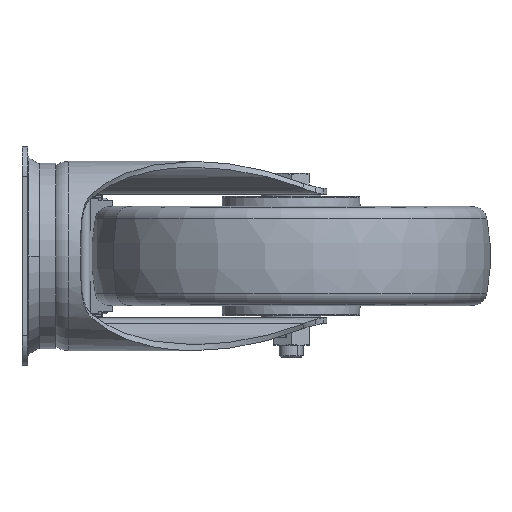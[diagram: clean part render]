
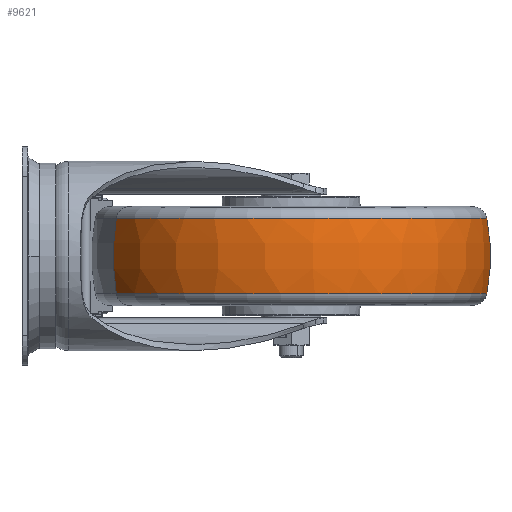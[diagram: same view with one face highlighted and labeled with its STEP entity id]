
A CAD part, left-side view. The second image highlights one B-rep face of the part: STEP entity #9621.
In plain terms, the highlighted toroidal (fillet/blend) face has major radius 10 mm and minor radius 110 mm.
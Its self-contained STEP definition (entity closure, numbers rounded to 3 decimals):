
#214 = DIRECTION ( 'NONE',  ( 0.453, -0.891, 0. ) ) ;
#1993 = CARTESIAN_POINT ( 'NONE',  ( 10.4, -47.319, -18.854 ) ) ;
#2761 = EDGE_LOOP ( 'NONE', ( #56685, #46641, #24709, #44086 ) ) ;
#4652 = VERTEX_POINT ( 'NONE', #30910 ) ;
#4961 = DIRECTION ( 'NONE',  ( -0.891, -0.453, 0. ) ) ;
#6861 = DIRECTION ( 'NONE',  ( 0., 0., -1. ) ) ;
#7716 = TOROIDAL_SURFACE ( 'NONE', #46121, -10., 110. ) ;
#9621 = ADVANCED_FACE ( 'NONE', ( #55597 ), #7716, .T. ) ;
#13380 = AXIS2_PLACEMENT_3D ( 'NONE', #20503, #31094, #41085 ) ;
#16206 = EDGE_CURVE ( 'NONE', #23292, #33413, #20635, .T. ) ;
#20503 = CARTESIAN_POINT ( 'NONE',  ( 55., -135., 18.854 ) ) ;
#20635 = CIRCLE ( 'NONE', #64403, 110. ) ;
#22384 = DIRECTION ( 'NONE',  ( -0.453, 0.891, 0. ) ) ;
#23292 = VERTEX_POINT ( 'NONE', #36458 ) ;
#24709 = ORIENTED_EDGE ( 'NONE', *, *, #39221, .T. ) ;
#29867 = CIRCLE ( 'NONE', #51844, 110. ) ;
#30910 = CARTESIAN_POINT ( 'NONE',  ( 10.4, -47.319, 18.854 ) ) ;
#31094 = DIRECTION ( 'NONE',  ( 0., 0., -1. ) ) ;
#33243 = AXIS2_PLACEMENT_3D ( 'NONE', #42983, #6861, #22384 ) ;
#33413 = VERTEX_POINT ( 'NONE', #44286 ) ;
#33946 = VERTEX_POINT ( 'NONE', #1993 ) ;
#35263 = CIRCLE ( 'NONE', #13380, 98.372 ) ;
#36458 = CARTESIAN_POINT ( 'NONE',  ( 99.6, -222.681, 18.854 ) ) ;
#37620 = CIRCLE ( 'NONE', #33243, 98.372 ) ;
#39221 = EDGE_CURVE ( 'NONE', #4652, #33946, #29867, .T. ) ;
#41085 = DIRECTION ( 'NONE',  ( -0.453, 0.891, 0. ) ) ;
#41137 = DIRECTION ( 'NONE',  ( 0., 0., -1. ) ) ;
#42160 = EDGE_CURVE ( 'NONE', #23292, #4652, #35263, .T. ) ;
#42983 = CARTESIAN_POINT ( 'NONE',  ( 55., -135., -18.854 ) ) ;
#43167 = CARTESIAN_POINT ( 'NONE',  ( 50.466, -126.087, 0. ) ) ;
#44086 = ORIENTED_EDGE ( 'NONE', *, *, #45901, .F. ) ;
#44286 = CARTESIAN_POINT ( 'NONE',  ( 99.6, -222.681, -18.854 ) ) ;
#45590 = CARTESIAN_POINT ( 'NONE',  ( 55., -135., 0. ) ) ;
#45901 = EDGE_CURVE ( 'NONE', #33413, #33946, #37620, .T. ) ;
#46121 = AXIS2_PLACEMENT_3D ( 'NONE', #45590, #41137, #66976 ) ;
#46641 = ORIENTED_EDGE ( 'NONE', *, *, #42160, .T. ) ;
#51844 = AXIS2_PLACEMENT_3D ( 'NONE', #52476, #4961, #214 ) ;
#52476 = CARTESIAN_POINT ( 'NONE',  ( 59.534, -143.913, 0. ) ) ;
#55597 = FACE_OUTER_BOUND ( 'NONE', #2761, .T. ) ;
#56685 = ORIENTED_EDGE ( 'NONE', *, *, #16206, .F. ) ;
#58309 = DIRECTION ( 'NONE',  ( -0.453, 0.891, 0. ) ) ;
#64157 = DIRECTION ( 'NONE',  ( 0.891, 0.453, 0. ) ) ;
#64403 = AXIS2_PLACEMENT_3D ( 'NONE', #43167, #64157, #58309 ) ;
#66976 = DIRECTION ( 'NONE',  ( -0.453, 0.891, 0. ) ) ;
